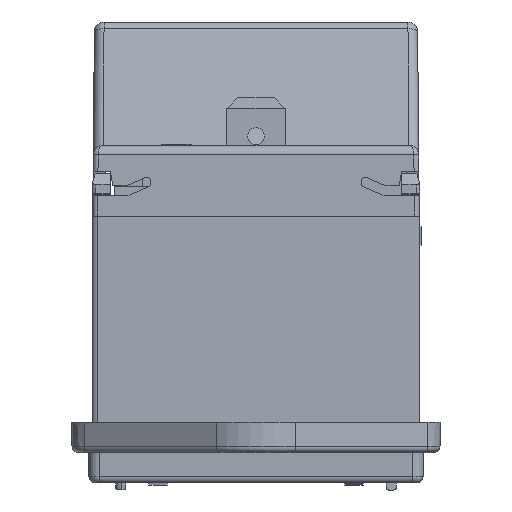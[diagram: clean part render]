
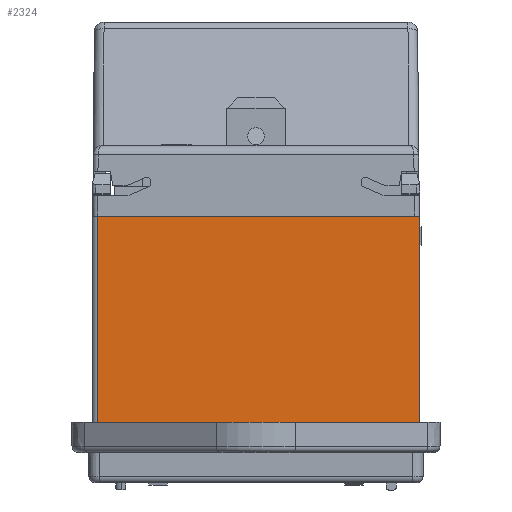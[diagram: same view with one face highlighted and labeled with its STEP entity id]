
A CAD part, front view. The second image highlights one B-rep face of the part: STEP entity #2324.
In plain terms, the highlighted planar face has unit normal (0, -1, 0).
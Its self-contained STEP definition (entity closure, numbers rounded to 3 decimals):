
#2294 = EDGE_CURVE ( 'NONE', #2322, #2298, #29027, .T. ) ;
#2295 = ORIENTED_EDGE ( 'NONE', *, *, #2294, .F. ) ;
#2296 = ORIENTED_EDGE ( 'NONE', *, *, #14266, .T. ) ;
#2297 = ORIENTED_EDGE ( 'NONE', *, *, #2303, .F. ) ;
#2298 = VERTEX_POINT ( 'NONE', #29022 ) ;
#2303 = EDGE_CURVE ( 'NONE', #2298, #14262, #29004, .T. ) ;
#2308 = ORIENTED_EDGE ( 'NONE', *, *, #2323, .T. ) ;
#2309 = EDGE_LOOP ( 'NONE', ( #2308, #2296, #2297, #2295 ) ) ;
#2322 = VERTEX_POINT ( 'NONE', #29175 ) ;
#2323 = EDGE_CURVE ( 'NONE', #2322, #14263, #29171, .T. ) ;
#2324 = ADVANCED_FACE ( 'NONE', ( #29166 ), #29162, .F. ) ;
#14262 = VERTEX_POINT ( 'NONE', #18167 ) ;
#14263 = VERTEX_POINT ( 'NONE', #18166 ) ;
#14266 = EDGE_CURVE ( 'NONE', #14263, #14262, #18165, .T. ) ;
#18162 = DIRECTION ( 'NONE',  ( 0., 0., 1. ) ) ;
#18163 = VECTOR ( 'NONE', #18162, 1000. ) ;
#18164 = CARTESIAN_POINT ( 'NONE',  ( 13.55, -10.25, 15.55 ) ) ;
#18165 = LINE ( 'NONE', #18164, #18163 ) ;
#18166 = CARTESIAN_POINT ( 'NONE',  ( 13.55, -10.25, 0. ) ) ;
#18167 = CARTESIAN_POINT ( 'NONE',  ( 13.55, -10.25, 17.05 ) ) ;
#29001 = DIRECTION ( 'NONE',  ( 1., 0., 0. ) ) ;
#29002 = VECTOR ( 'NONE', #29001, 1000. ) ;
#29003 = CARTESIAN_POINT ( 'NONE',  ( -7.756, -10.25, 17.05 ) ) ;
#29004 = LINE ( 'NONE', #29003, #29002 ) ;
#29022 = CARTESIAN_POINT ( 'NONE',  ( -13.1, -10.25, 17.05 ) ) ;
#29024 = DIRECTION ( 'NONE',  ( 0., 0., 1. ) ) ;
#29025 = VECTOR ( 'NONE', #29024, 1000. ) ;
#29026 = CARTESIAN_POINT ( 'NONE',  ( -13.1, -10.25, 15.55 ) ) ;
#29027 = LINE ( 'NONE', #29026, #29025 ) ;
#29156 = DIRECTION ( 'NONE',  ( 0., 0., -1. ) ) ;
#29158 = DIRECTION ( 'NONE',  ( 0., 1., 0. ) ) ;
#29160 = CARTESIAN_POINT ( 'NONE',  ( -7.756, -10.25, 17.05 ) ) ;
#29161 = AXIS2_PLACEMENT_3D ( 'NONE', #29160, #29158, #29156 ) ;
#29162 = PLANE ( 'NONE',  #29161 ) ;
#29166 = FACE_OUTER_BOUND ( 'NONE', #2309, .T. ) ;
#29167 = DIRECTION ( 'NONE',  ( 1., 0., 0. ) ) ;
#29169 = VECTOR ( 'NONE', #29167, 1000. ) ;
#29170 = CARTESIAN_POINT ( 'NONE',  ( -7.756, -10.25, 0. ) ) ;
#29171 = LINE ( 'NONE', #29170, #29169 ) ;
#29175 = CARTESIAN_POINT ( 'NONE',  ( -13.1, -10.25, 0. ) ) ;
